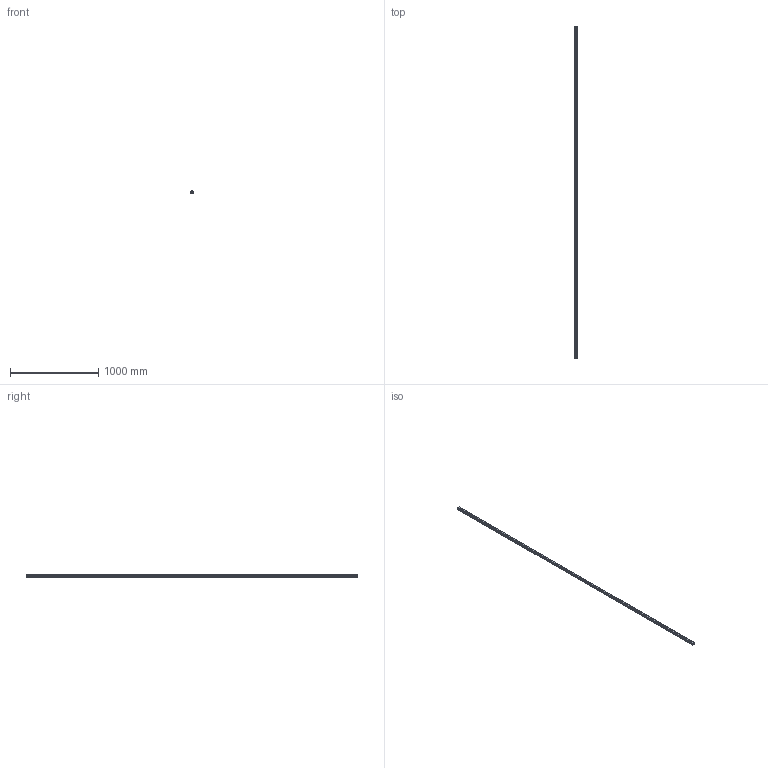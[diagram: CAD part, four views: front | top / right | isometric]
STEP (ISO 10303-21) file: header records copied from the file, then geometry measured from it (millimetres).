
FILE_DESCRIPTION(('STEP AP214'),'1');
FILE_NAME('cctmp_6190ECD1-1B39-4C10-9105-B8719ED0F36D_2020_6_24_15_2_43_574..stp','2020-06-24T13:02:43',('HIWIN GmbH'),('CADClick - www.CADClick.com'),'Spatial InterOp 3D',' ','unknown authorization');
FILE_SCHEMA(('AUTOMOTIVE_DESIGN'));
Length unit declared in the file: millimetre
Products named in the file (1): HGR30R3760H_FILE
Bounding box: 28 x 3760 x 26 mm (x, y, z)
Volume: 2187650.6 mm3; surface area: 465565.9 mm2
Topology: 1 solids, 1 shells, 538 faces, 1173 edges, 782 vertices
Faces by surface type: cylinder 304, plane 234
Entity records: 19313 total; most frequent: DIRECTION 2859, CARTESIAN_POINT 2494, ORIENTED_EDGE 2346, EDGE_CURVE 1173, AXIS2_PLACEMENT_3D 1147, VERTEX_POINT 782, EDGE_LOOP 683, CIRCLE 608
